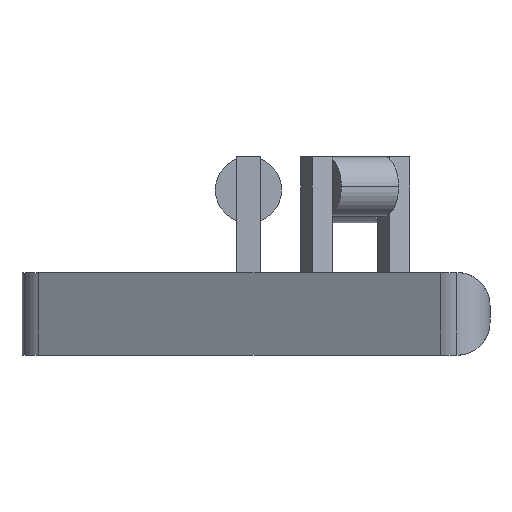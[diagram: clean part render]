
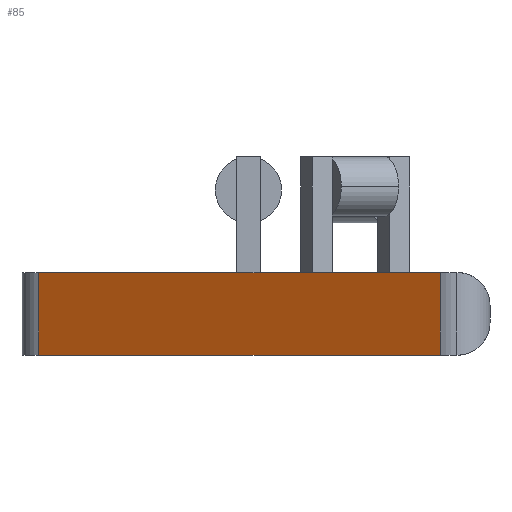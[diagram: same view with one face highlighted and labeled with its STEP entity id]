
A CAD part, left-side view. The second image highlights one B-rep face of the part: STEP entity #85.
In plain terms, the highlighted planar face has unit normal (-0.866, 0.5, 0).
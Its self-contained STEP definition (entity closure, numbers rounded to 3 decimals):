
#85 = ADVANCED_FACE ( 'NONE', ( #1396 ), #2056, .F. ) ;
#131 = DIRECTION ( 'NONE',  ( 0., 0., 1. ) ) ;
#161 = LINE ( 'NONE', #280, #298 ) ;
#162 = EDGE_CURVE ( 'NONE', #1582, #1216, #206, .T. ) ;
#206 = LINE ( 'NONE', #861, #1773 ) ;
#221 = CARTESIAN_POINT ( 'NONE',  ( -17.321, 10., 0. ) ) ;
#280 = CARTESIAN_POINT ( 'NONE',  ( -3.464, 34., 0. ) ) ;
#298 = VECTOR ( 'NONE', #468, 1000. ) ;
#386 = DIRECTION ( 'NONE',  ( -0.5, -0.866, 0. ) ) ;
#446 = DIRECTION ( 'NONE',  ( 0.866, -0.5, 0. ) ) ;
#468 = DIRECTION ( 'NONE',  ( 0., 0., -1. ) ) ;
#598 = EDGE_LOOP ( 'NONE', ( #1024, #690, #1591, #911 ) ) ;
#690 = ORIENTED_EDGE ( 'NONE', *, *, #1323, .T. ) ;
#861 = CARTESIAN_POINT ( 'NONE',  ( -17.321, 10., 10. ) ) ;
#908 = CARTESIAN_POINT ( 'NONE',  ( -31.536, -14.622, 10. ) ) ;
#911 = ORIENTED_EDGE ( 'NONE', *, *, #950, .T. ) ;
#917 = LINE ( 'NONE', #1112, #1790 ) ;
#950 = EDGE_CURVE ( 'NONE', #1582, #1318, #161, .T. ) ;
#959 = VERTEX_POINT ( 'NONE', #2086 ) ;
#1024 = ORIENTED_EDGE ( 'NONE', *, *, #1477, .T. ) ;
#1044 = DIRECTION ( 'NONE',  ( -0.5, -0.866, 0. ) ) ;
#1112 = CARTESIAN_POINT ( 'NONE',  ( -31.536, -14.622, 10. ) ) ;
#1216 = VERTEX_POINT ( 'NONE', #908 ) ;
#1318 = VERTEX_POINT ( 'NONE', #2063 ) ;
#1323 = EDGE_CURVE ( 'NONE', #959, #1216, #917, .T. ) ;
#1368 = LINE ( 'NONE', #221, #2017 ) ;
#1396 = FACE_OUTER_BOUND ( 'NONE', #598, .T. ) ;
#1398 = CARTESIAN_POINT ( 'NONE',  ( -3.464, 34., 10. ) ) ;
#1413 = DIRECTION ( 'NONE',  ( 0.5, 0.866, 0. ) ) ;
#1477 = EDGE_CURVE ( 'NONE', #1318, #959, #1368, .T. ) ;
#1582 = VERTEX_POINT ( 'NONE', #1398 ) ;
#1591 = ORIENTED_EDGE ( 'NONE', *, *, #162, .F. ) ;
#1659 = AXIS2_PLACEMENT_3D ( 'NONE', #1885, #446, #1413 ) ;
#1773 = VECTOR ( 'NONE', #1044, 1000. ) ;
#1790 = VECTOR ( 'NONE', #131, 1000. ) ;
#1885 = CARTESIAN_POINT ( 'NONE',  ( -17.321, 10., 10. ) ) ;
#2017 = VECTOR ( 'NONE', #386, 1000. ) ;
#2056 = PLANE ( 'NONE',  #1659 ) ;
#2063 = CARTESIAN_POINT ( 'NONE',  ( -3.464, 34., 0. ) ) ;
#2086 = CARTESIAN_POINT ( 'NONE',  ( -31.536, -14.622, 0. ) ) ;
